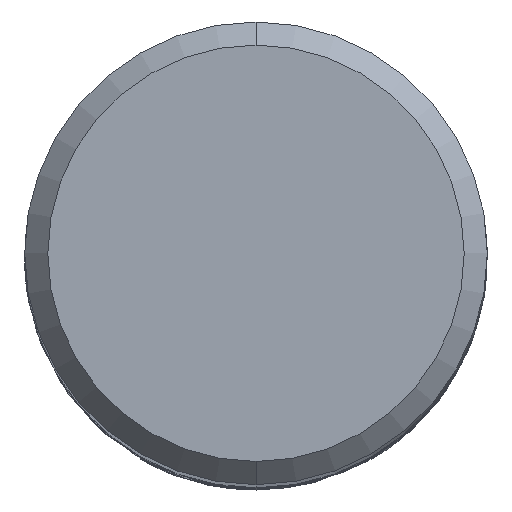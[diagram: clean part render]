
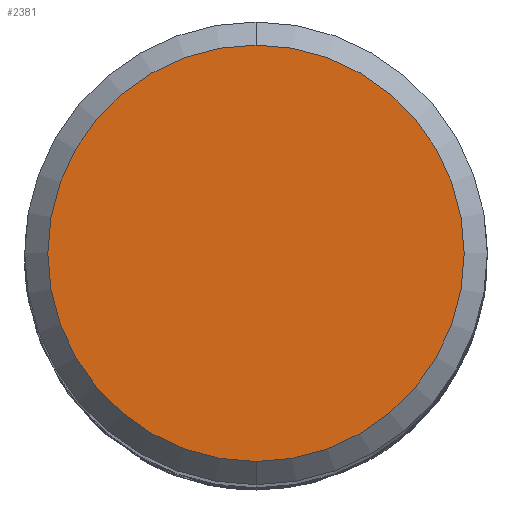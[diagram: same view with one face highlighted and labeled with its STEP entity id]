
A CAD part, top view. The second image highlights one B-rep face of the part: STEP entity #2381.
In plain terms, the highlighted planar face has unit normal (0, 0, 1).
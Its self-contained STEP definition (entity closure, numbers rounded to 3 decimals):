
#1511=EDGE_CURVE('',#2747,#3023,#3643,.T.);
#2381=ADVANCED_FACE('',(#4585),#4586,.T.);
#2599=EDGE_CURVE('',#3023,#2747,#4829,.T.);
#2747=VERTEX_POINT('',#4991);
#3023=VERTEX_POINT('',#5294);
#3643=CIRCLE('',#9022,7.2);
#4585=FACE_OUTER_BOUND('',#18012,.T.);
#4586=PLANE('',#18013);
#4829=CIRCLE('',#20676,7.2);
#4991=CARTESIAN_POINT('',(0.0,7.2,0.0));
#5294=CARTESIAN_POINT('',(0.,-7.2,0.0));
#9022=AXIS2_PLACEMENT_3D('',#27895,#27896,#27897);
#18012=EDGE_LOOP('',(#28890,#28891));
#18013=AXIS2_PLACEMENT_3D('',#28892,#28893,#28894);
#20676=AXIS2_PLACEMENT_3D('',#29174,#29175,#29176);
#27895=CARTESIAN_POINT('',(0.0,0.0,0.0));
#27896=DIRECTION('',(0.0,0.0,-1.0));
#27897=DIRECTION('',(0.0,1.0,0.0));
#28890=ORIENTED_EDGE('',*,*,#1511,.F.);
#28891=ORIENTED_EDGE('',*,*,#2599,.F.);
#28892=CARTESIAN_POINT('',(0.0,3.6,0.0));
#28893=DIRECTION('',(-0.0,0.0,1.0));
#28894=DIRECTION('',(0.0,-1.0,0.0));
#29174=CARTESIAN_POINT('',(0.0,0.0,0.0));
#29175=DIRECTION('',(0.0,0.0,-1.0));
#29176=DIRECTION('',(0.0,1.0,0.0));
